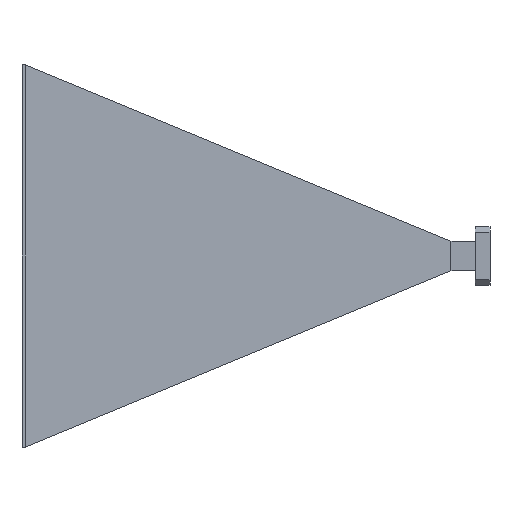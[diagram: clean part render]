
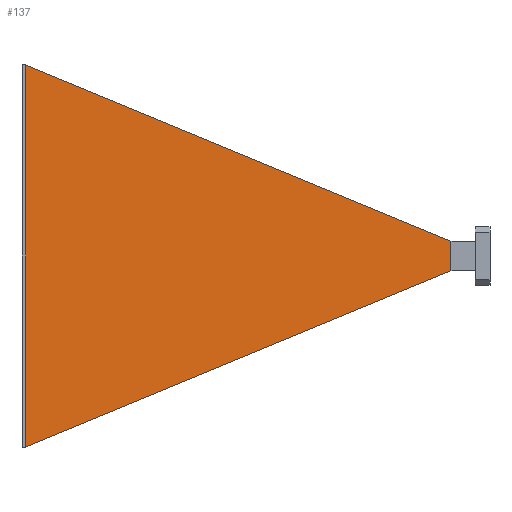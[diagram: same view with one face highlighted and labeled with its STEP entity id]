
A CAD part, front view. The second image highlights one B-rep face of the part: STEP entity #137.
In plain terms, the highlighted planar face has unit normal (0.047, -0.999, 0).
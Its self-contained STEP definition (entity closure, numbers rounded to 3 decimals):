
#1 = VECTOR ( 'NONE', #257, 1000. ) ;
#29 = DIRECTION ( 'NONE',  ( 0., 0., 1. ) ) ;
#39 = DIRECTION ( 'NONE',  ( 0.047, -0.999, 0. ) ) ;
#72 = ORIENTED_EDGE ( 'NONE', *, *, #1057, .T. ) ;
#75 = CARTESIAN_POINT ( 'NONE',  ( 23.389, 5.047, 23.642 ) ) ;
#122 = CARTESIAN_POINT ( 'NONE',  ( 23.389, 5.047, 13.99 ) ) ;
#137 = ADVANCED_FACE ( 'NONE', ( #907 ), #384, .T. ) ;
#169 = AXIS2_PLACEMENT_3D ( 'NONE', #307, #39, #661 ) ;
#214 = EDGE_CURVE ( 'NONE', #594, #318, #317, .T. ) ;
#257 = DIRECTION ( 'NONE',  ( -0.923, -0.043, 0.383 ) ) ;
#307 = CARTESIAN_POINT ( 'NONE',  ( 23.389, 5.047, 13.99 ) ) ;
#317 = LINE ( 'NONE', #753, #778 ) ;
#318 = VERTEX_POINT ( 'NONE', #781 ) ;
#343 = EDGE_CURVE ( 'NONE', #597, #754, #1053, .T. ) ;
#384 = PLANE ( 'NONE',  #169 ) ;
#392 = LINE ( 'NONE', #720, #632 ) ;
#441 = ORIENTED_EDGE ( 'NONE', *, *, #343, .T. ) ;
#499 = DIRECTION ( 'NONE',  ( -0.923, -0.043, -0.383 ) ) ;
#594 = VERTEX_POINT ( 'NONE', #122 ) ;
#597 = VERTEX_POINT ( 'NONE', #885 ) ;
#603 = ORIENTED_EDGE ( 'NONE', *, *, #214, .F. ) ;
#632 = VECTOR ( 'NONE', #29, 1000. ) ;
#661 = DIRECTION ( 'NONE',  ( 0., 0., 1. ) ) ;
#670 = CARTESIAN_POINT ( 'NONE',  ( -115.041, -1.43, 81.046 ) ) ;
#715 = CARTESIAN_POINT ( 'NONE',  ( -115.041, -1.43, -1.927 ) ) ;
#720 = CARTESIAN_POINT ( 'NONE',  ( 23.389, 5.047, 13.99 ) ) ;
#753 = CARTESIAN_POINT ( 'NONE',  ( 23.389, 5.047, 13.99 ) ) ;
#754 = VERTEX_POINT ( 'NONE', #670 ) ;
#778 = VECTOR ( 'NONE', #499, 1000. ) ;
#781 = CARTESIAN_POINT ( 'NONE',  ( -115.041, -1.43, -43.414 ) ) ;
#817 = ORIENTED_EDGE ( 'NONE', *, *, #948, .T. ) ;
#885 = CARTESIAN_POINT ( 'NONE',  ( 23.389, 5.047, 23.642 ) ) ;
#902 = CARTESIAN_POINT ( 'NONE',  ( -115.041, -1.43, 81.046 ) ) ;
#907 = FACE_OUTER_BOUND ( 'NONE', #1113, .T. ) ;
#915 = CARTESIAN_POINT ( 'NONE',  ( -115.041, -1.43, 39.56 ) ) ;
#941 = B_SPLINE_CURVE_WITH_KNOTS ( 'NONE', 3,
 ( #902, #915, #715, #1072 ),
 .UNSPECIFIED., .F., .F.,
 ( 4, 4 ),
 ( 0., 1. ),
 .UNSPECIFIED. ) ;
#948 = EDGE_CURVE ( 'NONE', #594, #597, #392, .T. ) ;
#1053 = LINE ( 'NONE', #75, #1 ) ;
#1057 = EDGE_CURVE ( 'NONE', #754, #318, #941, .T. ) ;
#1072 = CARTESIAN_POINT ( 'NONE',  ( -115.041, -1.43, -43.414 ) ) ;
#1113 = EDGE_LOOP ( 'NONE', ( #817, #441, #72, #603 ) ) ;
